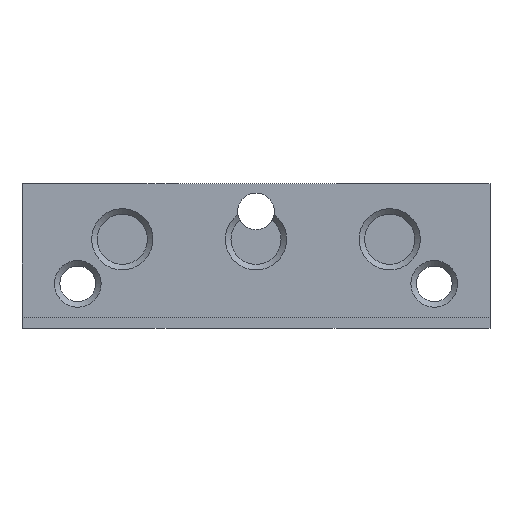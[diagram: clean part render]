
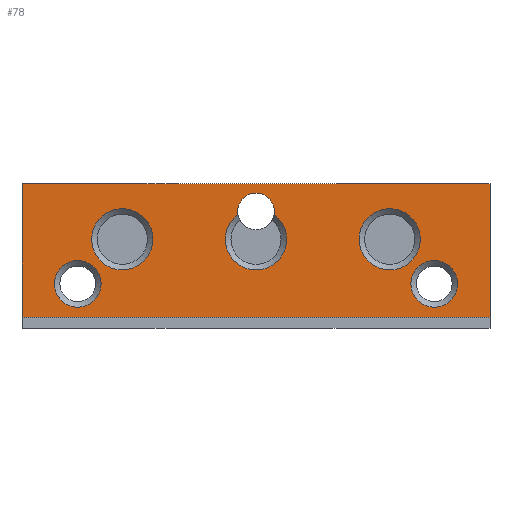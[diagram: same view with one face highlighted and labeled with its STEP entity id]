
A CAD part, front view. The second image highlights one B-rep face of the part: STEP entity #78.
In plain terms, the highlighted planar face has unit normal (0, -1, 0).
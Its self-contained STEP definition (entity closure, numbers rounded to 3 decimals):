
#78=ADVANCED_FACE('',(#211,#212,#213,#214,#215,#216),#114,.F.);
#114=PLANE('',#621);
#131=LINE('',#865,#171);
#132=LINE('',#868,#172);
#133=LINE('',#870,#173);
#134=LINE('',#872,#174);
#171=VECTOR('',#694,1.);
#172=VECTOR('',#695,1.);
#173=VECTOR('',#696,1.);
#174=VECTOR('',#697,1.);
#211=FACE_BOUND('',#257,.T.);
#212=FACE_BOUND('',#258,.T.);
#213=FACE_BOUND('',#259,.T.);
#214=FACE_BOUND('',#260,.T.);
#215=FACE_BOUND('',#261,.T.);
#216=FACE_BOUND('',#262,.T.);
#257=EDGE_LOOP('',(#318));
#258=EDGE_LOOP('',(#319,#320));
#259=EDGE_LOOP('',(#321));
#260=EDGE_LOOP('',(#322));
#261=EDGE_LOOP('',(#323));
#262=EDGE_LOOP('',(#324,#325,#326,#327));
#318=ORIENTED_EDGE('',*,*,#514,.T.);
#319=ORIENTED_EDGE('',*,*,#515,.T.);
#320=ORIENTED_EDGE('',*,*,#516,.T.);
#321=ORIENTED_EDGE('',*,*,#517,.T.);
#322=ORIENTED_EDGE('',*,*,#518,.T.);
#323=ORIENTED_EDGE('',*,*,#519,.T.);
#324=ORIENTED_EDGE('',*,*,#520,.F.);
#325=ORIENTED_EDGE('',*,*,#521,.F.);
#326=ORIENTED_EDGE('',*,*,#522,.F.);
#327=ORIENTED_EDGE('',*,*,#523,.T.);
#460=VERTEX_POINT('',#854);
#461=VERTEX_POINT('',#856);
#462=VERTEX_POINT('',#857);
#463=VERTEX_POINT('',#860);
#464=VERTEX_POINT('',#862);
#465=VERTEX_POINT('',#864);
#466=VERTEX_POINT('',#866);
#467=VERTEX_POINT('',#867);
#468=VERTEX_POINT('',#869);
#469=VERTEX_POINT('',#871);
#514=EDGE_CURVE('',#460,#460,#585,.T.);
#515=EDGE_CURVE('',#461,#462,#586,.T.);
#516=EDGE_CURVE('',#462,#461,#587,.T.);
#517=EDGE_CURVE('',#463,#463,#588,.T.);
#518=EDGE_CURVE('',#464,#464,#589,.T.);
#519=EDGE_CURVE('',#465,#465,#590,.T.);
#520=EDGE_CURVE('',#466,#467,#131,.T.);
#521=EDGE_CURVE('',#468,#466,#132,.T.);
#522=EDGE_CURVE('',#469,#468,#133,.T.);
#523=EDGE_CURVE('',#469,#467,#134,.T.);
#585=CIRCLE('',#615,2.75);
#586=CIRCLE('',#616,2.75);
#587=CIRCLE('',#617,1.65);
#588=CIRCLE('',#618,2.75);
#589=CIRCLE('',#619,2.1);
#590=CIRCLE('',#620,2.1);
#615=AXIS2_PLACEMENT_3D('',#853,#682,#683);
#616=AXIS2_PLACEMENT_3D('',#855,#684,#685);
#617=AXIS2_PLACEMENT_3D('',#858,#686,#687);
#618=AXIS2_PLACEMENT_3D('',#859,#688,#689);
#619=AXIS2_PLACEMENT_3D('',#861,#690,#691);
#620=AXIS2_PLACEMENT_3D('',#863,#692,#693);
#621=AXIS2_PLACEMENT_3D('',#873,#698,#699);
#682=DIRECTION('',(0.,1.,0.));
#683=DIRECTION('',(0.,0.,1.));
#684=DIRECTION('',(0.,1.,0.));
#685=DIRECTION('',(0.,0.,1.));
#686=DIRECTION('',(0.,1.,0.));
#687=DIRECTION('',(0.,0.,1.));
#688=DIRECTION('',(0.,1.,0.));
#689=DIRECTION('',(0.,0.,1.));
#690=DIRECTION('',(0.,1.,0.));
#691=DIRECTION('',(0.,0.,1.));
#692=DIRECTION('',(0.,1.,0.));
#693=DIRECTION('',(0.,0.,1.));
#694=DIRECTION('',(-1.,0.,0.));
#695=DIRECTION('',(0.,0.,-1.));
#696=DIRECTION('',(1.,0.,0.));
#697=DIRECTION('',(0.,0.,-1.));
#698=DIRECTION('',(0.,1.,0.));
#699=DIRECTION('',(0.,0.,1.));
#853=CARTESIAN_POINT('',(-12.,-15.,7.));
#854=CARTESIAN_POINT('',(-12.,-15.,9.75));
#855=CARTESIAN_POINT('',(0.,-15.,7.));
#856=CARTESIAN_POINT('',(1.626,-15.,9.218));
#857=CARTESIAN_POINT('',(-1.626,-15.,9.218));
#858=CARTESIAN_POINT('',(0.,-15.,9.5));
#859=CARTESIAN_POINT('',(12.,-15.,7.));
#860=CARTESIAN_POINT('',(12.,-15.,9.75));
#861=CARTESIAN_POINT('',(16.,-15.,3.));
#862=CARTESIAN_POINT('',(16.,-15.,5.1));
#863=CARTESIAN_POINT('',(-16.,-15.,3.));
#864=CARTESIAN_POINT('',(-16.,-15.,5.1));
#865=CARTESIAN_POINT('',(21.,-15.,0.));
#866=CARTESIAN_POINT('',(21.,-15.,0.));
#867=CARTESIAN_POINT('',(-21.,-15.,0.));
#868=CARTESIAN_POINT('',(21.,-15.,14.));
#869=CARTESIAN_POINT('',(21.,-15.,12.));
#870=CARTESIAN_POINT('',(-21.,-15.,12.));
#871=CARTESIAN_POINT('',(-21.,-15.,12.));
#872=CARTESIAN_POINT('',(-21.,-15.,14.));
#873=CARTESIAN_POINT('',(0.,-15.,14.));
